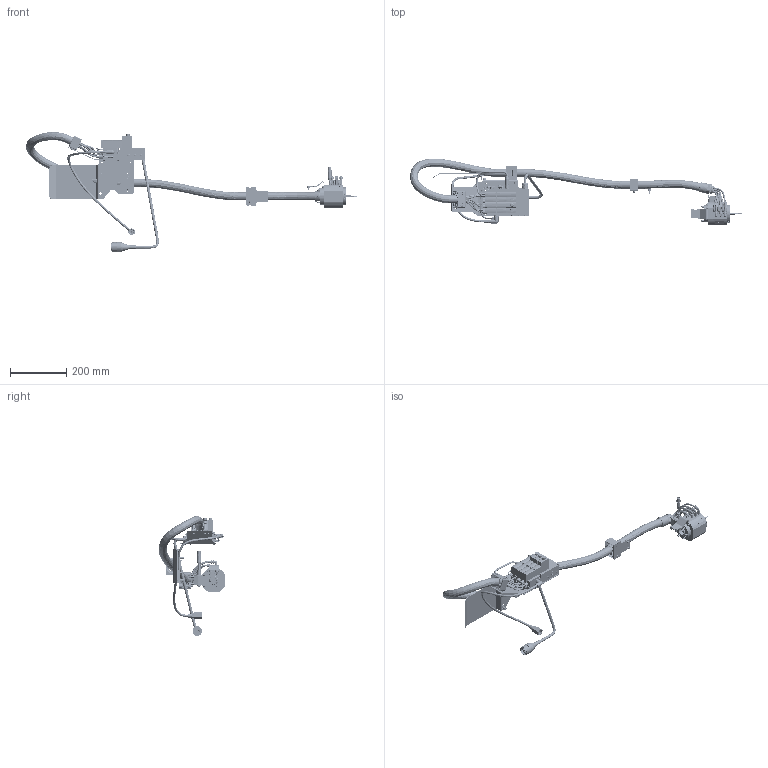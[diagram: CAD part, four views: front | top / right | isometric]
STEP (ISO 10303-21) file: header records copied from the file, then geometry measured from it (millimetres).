
FILE_DESCRIPTION (( 'STEP AP203' ), '1' );
FILE_NAME ('TS104-206.STEP', '2021-05-24T06:35:51', ( '' ), ( '' ), 'SwSTEP 2.0', 'SolidWorks 2019', '' );
FILE_SCHEMA (( 'CONFIG_CONTROL_DESIGN' ));
Products named in the file (1): TS104-206
Bounding box: 1177.45 x 236.1 x 425.07 mm (x, y, z)
Volume: 2330219.6 mm3; surface area: 1254266.7 mm2
Topology: 247 solids, 265 shells, 12120 faces, 29724 edges, 19128 vertices
Faces by surface type: plane 4706, cylinder 4195, bspline 2083, cone 534, torus 524, sphere 78
Entity records: 592725 total; most frequent: CARTESIAN_POINT 312600, ORIENTED_EDGE 59142, DIRECTION 55512, EDGE_CURVE 29571, AXIS2_PLACEMENT_3D 20442, VERTEX_POINT 19092, LINE 14628, VECTOR 14628
